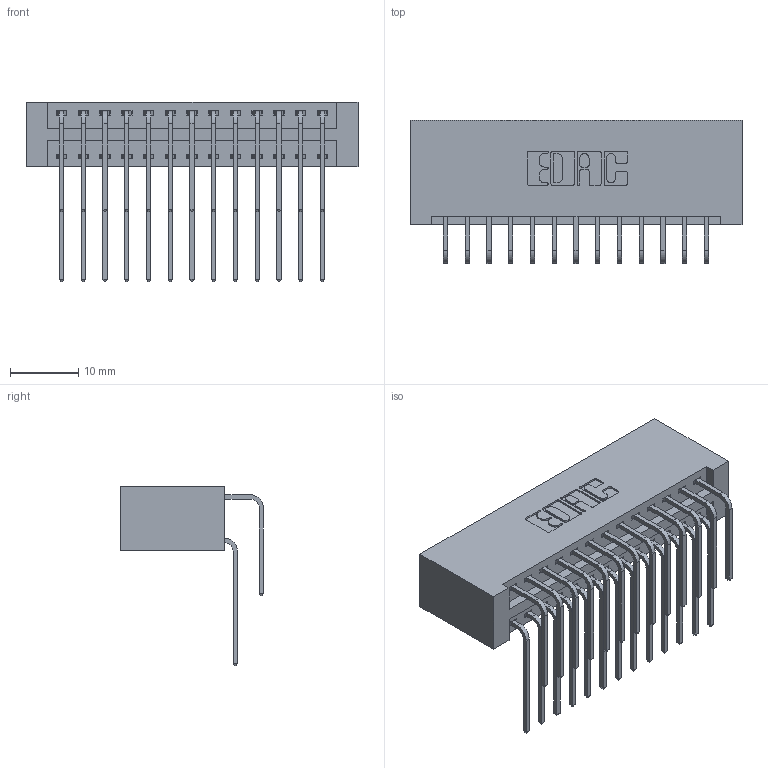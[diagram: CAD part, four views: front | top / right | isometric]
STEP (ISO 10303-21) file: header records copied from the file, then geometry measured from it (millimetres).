
FILE_DESCRIPTION (( 'STEP AP203' ), '1' );
FILE_NAME ('346-026-559-201.STEP', '2022-05-19T02:52:29', ( '' ), ( '' ), 'SwSTEP 2.0', 'SolidWorks 2020', '' );
FILE_SCHEMA (( 'CONFIG_CONTROL_DESIGN' ));
Length unit declared in the file: inch
Products named in the file (4): 346 Part_No Mounting Lugs; 346-026-559-201; 345-292-001_558 559 Tail - 1; 345-292-001_559 Tail - 2
Assembly tree (27 placements, depth 2):
  346-026-559-201
    346 Part_No Mounting Lugs
    345-292-001_558 559 Tail - 1  x13
    345-292-001_559 Tail - 2  x13
Bounding box: 48.51 x 20.89 x 26.16 mm (x, y, z)
Volume: 5228.7 mm3; surface area: 7614.2 mm2
Topology: 27 solids, 27 shells, 1518 faces, 4491 edges, 2958 vertices
Faces by surface type: plane 1034, cylinder 484
Entity records: 13895 total; most frequent: CARTESIAN_POINT 2379, ORIENTED_EDGE 2262, DIRECTION 2115, EDGE_CURVE 1131, VECTOR 915, LINE 915, VERTEX_POINT 750, AXIS2_PLACEMENT_3D 600
